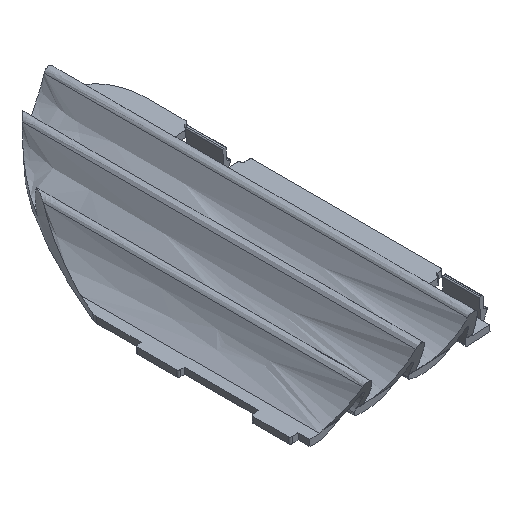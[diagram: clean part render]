
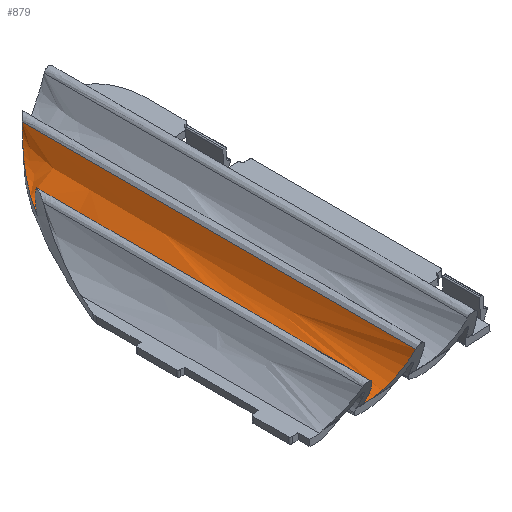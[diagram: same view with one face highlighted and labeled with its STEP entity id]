
A CAD part, isometric view. The second image highlights one B-rep face of the part: STEP entity #879.
In plain terms, the highlighted free-form (B-spline) face has degree [2, 1] with [3, 2] control points.
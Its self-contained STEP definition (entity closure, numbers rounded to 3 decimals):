
#337 = EDGE_CURVE('',#338,#340,#342,.T.);
#338 = VERTEX_POINT('',#339);
#339 = CARTESIAN_POINT('',(23.284,0.,
    0.286));
#340 = VERTEX_POINT('',#341);
#341 = CARTESIAN_POINT('',(23.221,0.,
    0.288));
#342 = B_SPLINE_CURVE_WITH_KNOTS('',3,(#343,#344,#345,#346),
  .UNSPECIFIED.,.F.,.F.,(4,4),(0.165,0.172),
  .PIECEWISE_BEZIER_KNOTS.);
#343 = CARTESIAN_POINT('',(23.284,0.,
    0.286));
#344 = CARTESIAN_POINT('',(23.263,0.,
    0.287));
#345 = CARTESIAN_POINT('',(23.242,0.,
    0.287));
#346 = CARTESIAN_POINT('',(23.221,0.,
    0.288));
#416 = VERTEX_POINT('',#417);
#417 = CARTESIAN_POINT('',(26.591,0.,
    0.487));
#422 = EDGE_CURVE('',#338,#416,#423,.T.);
#423 = ( BOUNDED_CURVE() B_SPLINE_CURVE(2,(#424,#425,#426),
.UNSPECIFIED.,.F.,.F.) B_SPLINE_CURVE_WITH_KNOTS((3,3),(5.046,
5.212),.PIECEWISE_BEZIER_KNOTS.) CURVE() 
GEOMETRIC_REPRESENTATION_ITEM() RATIONAL_B_SPLINE_CURVE((1.,
0.997,1.)) REPRESENTATION_ITEM('') );
#424 = CARTESIAN_POINT('',(23.284,0.,
    0.286));
#425 = CARTESIAN_POINT('',(24.946,0.,
    0.249));
#426 = CARTESIAN_POINT('',(26.591,0.,
    0.487));
#439 = VERTEX_POINT('',#440);
#440 = CARTESIAN_POINT('',(27.969,-0.027,
    0.736));
#453 = EDGE_CURVE('',#439,#416,#454,.T.);
#454 = B_SPLINE_CURVE_WITH_KNOTS('',3,(#455,#456,#457,#458,#459,#460),
  .UNSPECIFIED.,.F.,.F.,(4,2,4),(2.037,2.148,
    2.187),.UNSPECIFIED.);
#455 = CARTESIAN_POINT('',(27.969,-0.027,
    0.736));
#456 = CARTESIAN_POINT('',(27.639,-0.01,
    0.665));
#457 = CARTESIAN_POINT('',(27.299,-0.004,
    0.6));
#458 = CARTESIAN_POINT('',(26.836,0.,
    0.524));
#459 = CARTESIAN_POINT('',(26.713,0.,
    0.505));
#460 = CARTESIAN_POINT('',(26.591,0.,
    0.487));
#837 = VERTEX_POINT('',#838);
#838 = CARTESIAN_POINT('',(42.468,-3.658,
    13.313));
#846 = EDGE_CURVE('',#439,#837,#847,.T.);
#847 = ( BOUNDED_CURVE() B_SPLINE_CURVE(2,(#848,#849,#850),
.UNSPECIFIED.,.F.,.F.) B_SPLINE_CURVE_WITH_KNOTS((3,3),(0.161,
1.163),.PIECEWISE_BEZIER_KNOTS.) CURVE() 
GEOMETRIC_REPRESENTATION_ITEM() RATIONAL_B_SPLINE_CURVE((1.,
0.877,1.)) REPRESENTATION_ITEM('') );
#848 = CARTESIAN_POINT('',(27.969,-0.027,
    0.736));
#849 = CARTESIAN_POINT('',(38.66,-0.568,3.057
    ));
#850 = CARTESIAN_POINT('',(42.468,-3.658,
    13.313));
#879 = ADVANCED_FACE('',(#880),#921,.F.);
#880 = FACE_BOUND('',#881,.F.);
#881 = EDGE_LOOP('',(#882,#883,#890,#913,#918,#919,#920));
#882 = ORIENTED_EDGE('',*,*,#337,.T.);
#883 = ORIENTED_EDGE('',*,*,#884,.T.);
#884 = EDGE_CURVE('',#340,#885,#887,.T.);
#885 = VERTEX_POINT('',#886);
#886 = CARTESIAN_POINT('',(23.221,142.671,0.288
    ));
#887 = B_SPLINE_CURVE_WITH_KNOTS('',1,(#888,#889),.UNSPECIFIED.,.F.,.F.,
  (2,2),(0.,166.343),.PIECEWISE_BEZIER_KNOTS.);
#888 = CARTESIAN_POINT('',(23.221,0.,
    0.288));
#889 = CARTESIAN_POINT('',(23.221,142.671,0.288
    ));
#890 = ORIENTED_EDGE('',*,*,#891,.T.);
#891 = EDGE_CURVE('',#885,#892,#894,.T.);
#892 = VERTEX_POINT('',#893);
#893 = CARTESIAN_POINT('',(42.468,168.602,
    13.313));
#894 = B_SPLINE_CURVE_WITH_KNOTS('',3,(#895,#896,#897,#898,#899,#900,
    #901,#902,#903,#904,#905,#906,#907,#908,#909,#910,#911,#912),
  .UNSPECIFIED.,.F.,.F.,(4,2,2,2,2,2,2,2,4),(0.525,
    0.549,0.962,1.391,2.009,
    2.663,3.695,4.302,4.79),
  .UNSPECIFIED.);
#895 = CARTESIAN_POINT('',(23.221,142.671,0.288
    ));
#896 = CARTESIAN_POINT('',(23.256,142.729,0.287
    ));
#897 = CARTESIAN_POINT('',(23.291,142.787,
    0.286));
#898 = CARTESIAN_POINT('',(23.94,143.854,
    0.273));
#899 = CARTESIAN_POINT('',(24.562,144.861,
    0.289));
#900 = CARTESIAN_POINT('',(25.843,146.896,
    0.383));
#901 = CARTESIAN_POINT('',(26.506,147.927,
    0.463));
#902 = CARTESIAN_POINT('',(28.139,150.419,0.749
    ));
#903 = CARTESIAN_POINT('',(29.125,151.877,
    0.995));
#904 = CARTESIAN_POINT('',(31.169,154.803,
    1.685));
#905 = CARTESIAN_POINT('',(32.239,156.28,2.143
    ));
#906 = CARTESIAN_POINT('',(34.992,159.935,3.646
    ));
#907 = CARTESIAN_POINT('',(36.697,162.053,4.888
    ));
#908 = CARTESIAN_POINT('',(39.193,164.98,
    7.533));
#909 = CARTESIAN_POINT('',(40.067,165.966,
    8.658));
#910 = CARTESIAN_POINT('',(41.465,167.511,
    10.973));
#911 = CARTESIAN_POINT('',(42.017,168.109,
    12.098));
#912 = CARTESIAN_POINT('',(42.468,168.602,
    13.313));
#913 = ORIENTED_EDGE('',*,*,#914,.F.);
#914 = EDGE_CURVE('',#837,#892,#915,.T.);
#915 = B_SPLINE_CURVE_WITH_KNOTS('',1,(#916,#917),.UNSPECIFIED.,.F.,.F.,
  (2,2),(-4.265,196.575),.PIECEWISE_BEZIER_KNOTS.);
#916 = CARTESIAN_POINT('',(42.468,-3.658,
    13.313));
#917 = CARTESIAN_POINT('',(42.468,168.602,
    13.313));
#918 = ORIENTED_EDGE('',*,*,#846,.F.);
#919 = ORIENTED_EDGE('',*,*,#453,.T.);
#920 = ORIENTED_EDGE('',*,*,#422,.F.);
#921 = ( BOUNDED_SURFACE() B_SPLINE_SURFACE(2,1,(
    (#922,#923)
    ,(#924,#925)
,(#926,#927
    )),.UNSPECIFIED.,.F.,.F.,.F.) B_SPLINE_SURFACE_WITH_KNOTS((3,3),(2,2
    ),(0.,1.241),(-4.265,196.575),
.PIECEWISE_BEZIER_KNOTS.) GEOMETRIC_REPRESENTATION_ITEM() 
RATIONAL_B_SPLINE_SURFACE((
    (1.,1.)
    ,(0.814,0.814)
,(1.,1.))) REPRESENTATION_ITEM('') SURFACE() );
#922 = CARTESIAN_POINT('',(42.468,-3.658,
    13.313));
#923 = CARTESIAN_POINT('',(42.468,168.602,
    13.313));
#924 = CARTESIAN_POINT('',(37.497,-3.658,
    -0.075));
#925 = CARTESIAN_POINT('',(37.497,168.602,
    -0.075));
#926 = CARTESIAN_POINT('',(23.221,-3.658,
    0.288));
#927 = CARTESIAN_POINT('',(23.221,168.602,
    0.288));
